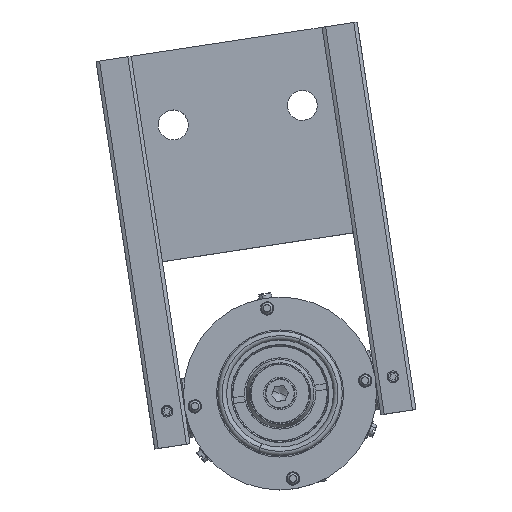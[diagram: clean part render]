
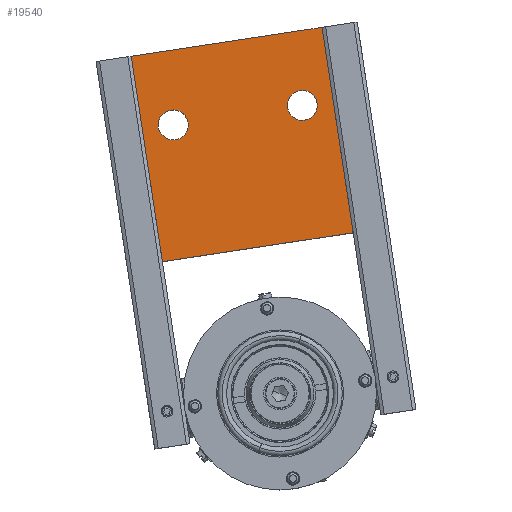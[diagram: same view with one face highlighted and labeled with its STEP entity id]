
A CAD part, top view. The second image highlights one B-rep face of the part: STEP entity #19540.
In plain terms, the highlighted face is planar.
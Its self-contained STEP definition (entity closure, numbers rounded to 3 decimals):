
#19308=CARTESIAN_POINT('Vertex',(-70.,11.,-32.5)) ;
#19315=CARTESIAN_POINT('Vertex',(-70.,11.,32.5)) ;
#19318=CARTESIAN_POINT('Line Origine',(-70.,11.,0.)) ;
#19339=CARTESIAN_POINT('Vertex',(-49.434,11.,-19.577)) ;
#19342=CARTESIAN_POINT('Axis2P3D Location',(-45.,11.,-22.)) ;
#19346=CARTESIAN_POINT('Vertex',(-40.566,11.,-24.423)) ;
#19361=CARTESIAN_POINT('Axis2P3D Location',(-45.,11.,-22.)) ;
#19382=CARTESIAN_POINT('Vertex',(-40.566,11.,19.577)) ;
#19385=CARTESIAN_POINT('Axis2P3D Location',(-45.,11.,22.)) ;
#19389=CARTESIAN_POINT('Vertex',(-49.434,11.,24.423)) ;
#19404=CARTESIAN_POINT('Axis2P3D Location',(-45.,11.,22.)) ;
#19502=CARTESIAN_POINT('Axis2P3D Location',(0.,11.,0.)) ;
#19507=CARTESIAN_POINT('Line Origine',(0.,11.,0.)) ;
#19511=CARTESIAN_POINT('Vertex',(0.,11.,32.5)) ;
#19513=CARTESIAN_POINT('Vertex',(0.,11.,-32.5)) ;
#19516=CARTESIAN_POINT('Line Origine',(-35.,11.,-32.5)) ;
#19521=CARTESIAN_POINT('Line Origine',(-35.,11.,32.5)) ;
#19319=DIRECTION('Vector Direction',(0.,0.,1.)) ;
#19343=DIRECTION('Axis2P3D Direction',(-0.,1.,0.)) ;
#19362=DIRECTION('Axis2P3D Direction',(-0.,1.,0.)) ;
#19386=DIRECTION('Axis2P3D Direction',(-0.,1.,0.)) ;
#19405=DIRECTION('Axis2P3D Direction',(-0.,1.,0.)) ;
#19503=DIRECTION('Axis2P3D Direction',(0.,1.,-0.)) ;
#19504=DIRECTION('Axis2P3D XDirection',(-1.,0.,0.)) ;
#19508=DIRECTION('Vector Direction',(0.,0.,-1.)) ;
#19517=DIRECTION('Vector Direction',(-1.,0.,0.)) ;
#19522=DIRECTION('Vector Direction',(1.,0.,0.)) ;
#19344=AXIS2_PLACEMENT_3D('Circle Axis2P3D',#19342,#19343,$) ;
#19363=AXIS2_PLACEMENT_3D('Circle Axis2P3D',#19361,#19362,$) ;
#19387=AXIS2_PLACEMENT_3D('Circle Axis2P3D',#19385,#19386,$) ;
#19406=AXIS2_PLACEMENT_3D('Circle Axis2P3D',#19404,#19405,$) ;
#19505=AXIS2_PLACEMENT_3D('Plane Axis2P3D',#19502,#19503,#19504) ;
#19527=ORIENTED_EDGE('',*,*,#19515,.T.) ;
#19528=ORIENTED_EDGE('',*,*,#19520,.T.) ;
#19529=ORIENTED_EDGE('',*,*,#19322,.T.) ;
#19530=ORIENTED_EDGE('',*,*,#19525,.T.) ;
#19533=ORIENTED_EDGE('',*,*,#19348,.F.) ;
#19534=ORIENTED_EDGE('',*,*,#19365,.F.) ;
#19537=ORIENTED_EDGE('',*,*,#19391,.F.) ;
#19538=ORIENTED_EDGE('',*,*,#19408,.F.) ;
#19535=FACE_BOUND('',#19532,.T.) ;
#19539=FACE_BOUND('',#19536,.T.) ;
#19320=VECTOR('Line Direction',#19319,1.) ;
#19509=VECTOR('Line Direction',#19508,1.) ;
#19518=VECTOR('Line Direction',#19517,1.) ;
#19523=VECTOR('Line Direction',#19522,1.) ;
#19540=ADVANCED_FACE('Hauptk\X2\00F6\X0\rper',(#19531,#19535,#19539),#19506,.T.) ;
#19345=CIRCLE('generated circle',#19344,5.053) ;
#19364=CIRCLE('generated circle',#19363,5.053) ;
#19388=CIRCLE('generated circle',#19387,5.053) ;
#19407=CIRCLE('generated circle',#19406,5.053) ;
#19322=EDGE_CURVE('',#19309,#19316,#19321,.T.) ;
#19348=EDGE_CURVE('',#19340,#19347,#19345,.T.) ;
#19365=EDGE_CURVE('',#19347,#19340,#19364,.T.) ;
#19391=EDGE_CURVE('',#19383,#19390,#19388,.T.) ;
#19408=EDGE_CURVE('',#19390,#19383,#19407,.T.) ;
#19515=EDGE_CURVE('',#19512,#19514,#19510,.T.) ;
#19520=EDGE_CURVE('',#19514,#19309,#19519,.T.) ;
#19525=EDGE_CURVE('',#19316,#19512,#19524,.T.) ;
#19526=EDGE_LOOP('',(#19527,#19528,#19529,#19530)) ;
#19532=EDGE_LOOP('',(#19533,#19534)) ;
#19536=EDGE_LOOP('',(#19537,#19538)) ;
#19531=FACE_OUTER_BOUND('',#19526,.T.) ;
#19321=LINE('Line',#19318,#19320) ;
#19510=LINE('Line',#19507,#19509) ;
#19519=LINE('Line',#19516,#19518) ;
#19524=LINE('Line',#19521,#19523) ;
#19506=PLANE('Plane',#19505) ;
#19309=VERTEX_POINT('',#19308) ;
#19316=VERTEX_POINT('',#19315) ;
#19340=VERTEX_POINT('',#19339) ;
#19347=VERTEX_POINT('',#19346) ;
#19383=VERTEX_POINT('',#19382) ;
#19390=VERTEX_POINT('',#19389) ;
#19512=VERTEX_POINT('',#19511) ;
#19514=VERTEX_POINT('',#19513) ;
